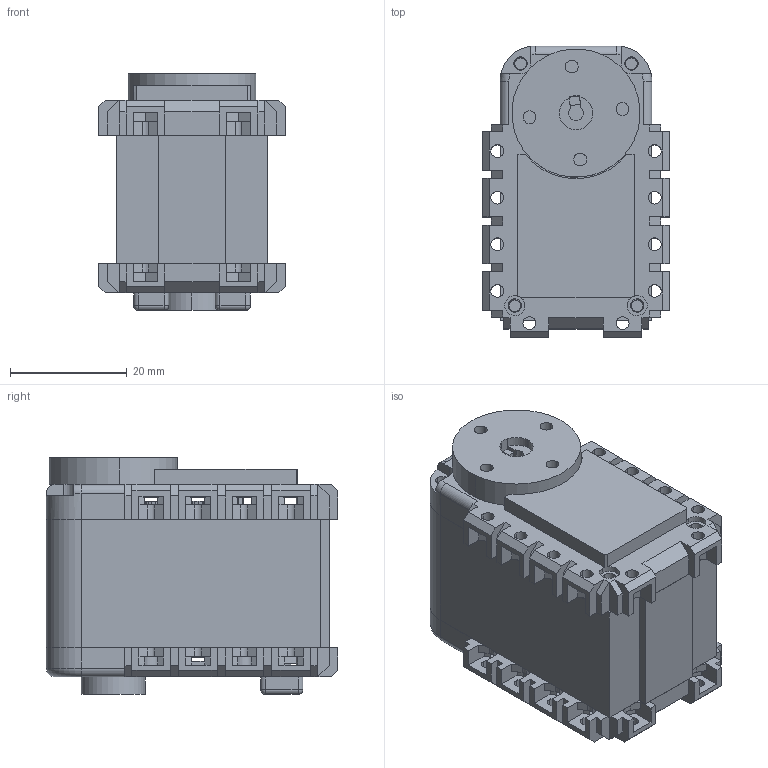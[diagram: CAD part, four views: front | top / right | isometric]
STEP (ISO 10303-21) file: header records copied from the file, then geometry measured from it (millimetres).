
FILE_DESCRIPTION (( 'STEP AP203' ), '1' );
FILE_NAME ('AX-12A assembly.STEP', '2023-07-15T09:56:49', ( '' ), ( '' ), 'SwSTEP 2.0', 'SolidWorks 2022', '' );
FILE_SCHEMA (( 'CONFIG_CONTROL_DESIGN' ));
Length unit declared in the file: millimetre
Products named in the file (10): Gear 3; Gear 1; AX12 Front; Gear 5; AX-12A assembly; Axel; Gear 2; AX12 middle; AX12 Back; Gear 4
Assembly tree (9 placements, depth 2):
  AX-12A assembly
    AX12 middle
    Gear 1
    Gear 2
    Gear 3
    Gear 4
    Gear 5
    AX12 Back
    AX12 Front
    Axel
Bounding box: 32 x 50 x 40.6 mm (x, y, z)
Volume: 29139 mm3; surface area: 26144.7 mm2
Topology: 9 solids, 9 shells, 1302 faces, 3690 edges, 2444 vertices
Faces by surface type: plane 987, cylinder 301, sphere 8, torus 6
Entity records: 43184 total; most frequent: CARTESIAN_POINT 7484, ORIENTED_EDGE 7364, DIRECTION 6952, EDGE_CURVE 3682, LINE 3032, VECTOR 3032, VERTEX_POINT 2444, AXIS2_PLACEMENT_3D 1960
